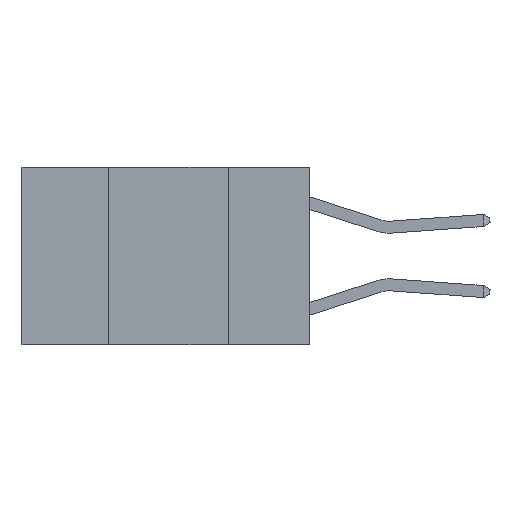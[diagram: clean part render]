
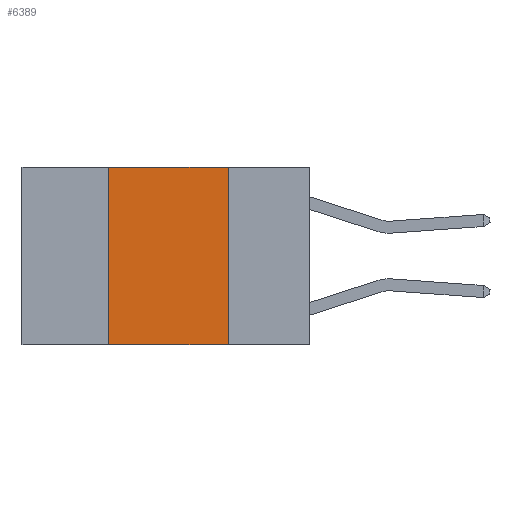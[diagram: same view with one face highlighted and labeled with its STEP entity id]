
A CAD part, left-side view. The second image highlights one B-rep face of the part: STEP entity #6389.
In plain terms, the highlighted planar face has unit normal (-1, 0, 0).
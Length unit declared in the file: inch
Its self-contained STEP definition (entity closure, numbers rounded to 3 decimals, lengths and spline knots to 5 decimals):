
#333 = LINE ( 'NONE', #11351, #6150 ) ;
#477 = CARTESIAN_POINT ( 'NONE',  ( 0., 0.6, 0. ) ) ;
#947 = CARTESIAN_POINT ( 'NONE',  ( 0., 0.42, 0. ) ) ;
#1066 = LINE ( 'NONE', #9505, #6652 ) ;
#1191 = DIRECTION ( 'NONE',  ( 0., 0., -1. ) ) ;
#1445 = ORIENTED_EDGE ( 'NONE', *, *, #2251, .F. ) ;
#1487 = DIRECTION ( 'NONE',  ( 0., -1., 0. ) ) ;
#1677 = EDGE_CURVE ( 'NONE', #6793, #6022, #1066, .T. ) ;
#2251 = EDGE_CURVE ( 'NONE', #8627, #8616, #10259, .T. ) ;
#2341 = VECTOR ( 'NONE', #1487, 39.37008 ) ;
#3245 = CARTESIAN_POINT ( 'NONE',  ( 0., 0.17, -0.37 ) ) ;
#3456 = EDGE_CURVE ( 'NONE', #8616, #6793, #6851, .T. ) ;
#3940 = DIRECTION ( 'NONE',  ( 0., 0., 1. ) ) ;
#4099 = CARTESIAN_POINT ( 'NONE',  ( 0., 0.42, 0. ) ) ;
#4465 = FACE_OUTER_BOUND ( 'NONE', #6480, .T. ) ;
#4970 = ORIENTED_EDGE ( 'NONE', *, *, #1677, .F. ) ;
#5230 = ORIENTED_EDGE ( 'NONE', *, *, #7172, .T. ) ;
#6022 = VERTEX_POINT ( 'NONE', #3245 ) ;
#6150 = VECTOR ( 'NONE', #11477, 39.37008 ) ;
#6306 = ORIENTED_EDGE ( 'NONE', *, *, #3456, .F. ) ;
#6344 = DIRECTION ( 'NONE',  ( 1., 0., 0. ) ) ;
#6389 = ADVANCED_FACE ( 'NONE', ( #4465 ), #6396, .F. ) ;
#6396 = PLANE ( 'NONE',  #8604 ) ;
#6480 = EDGE_LOOP ( 'NONE', ( #4970, #6306, #1445, #5230 ) ) ;
#6652 = VECTOR ( 'NONE', #1191, 39.37008 ) ;
#6793 = VERTEX_POINT ( 'NONE', #11861 ) ;
#6851 = LINE ( 'NONE', #477, #2341 ) ;
#7172 = EDGE_CURVE ( 'NONE', #8627, #6022, #333, .T. ) ;
#8457 = DIRECTION ( 'NONE',  ( 0., 0., -1. ) ) ;
#8604 = AXIS2_PLACEMENT_3D ( 'NONE', #10071, #6344, #8457 ) ;
#8616 = VERTEX_POINT ( 'NONE', #4099 ) ;
#8627 = VERTEX_POINT ( 'NONE', #9367 ) ;
#9367 = CARTESIAN_POINT ( 'NONE',  ( 0., 0.42, -0.37 ) ) ;
#9505 = CARTESIAN_POINT ( 'NONE',  ( 0., 0.17, 0. ) ) ;
#10071 = CARTESIAN_POINT ( 'NONE',  ( 0., 0.6, 0. ) ) ;
#10098 = VECTOR ( 'NONE', #3940, 39.37008 ) ;
#10259 = LINE ( 'NONE', #947, #10098 ) ;
#11351 = CARTESIAN_POINT ( 'NONE',  ( 0., 0.6, -0.37 ) ) ;
#11477 = DIRECTION ( 'NONE',  ( 0., -1., 0. ) ) ;
#11861 = CARTESIAN_POINT ( 'NONE',  ( 0., 0.17, 0. ) ) ;
